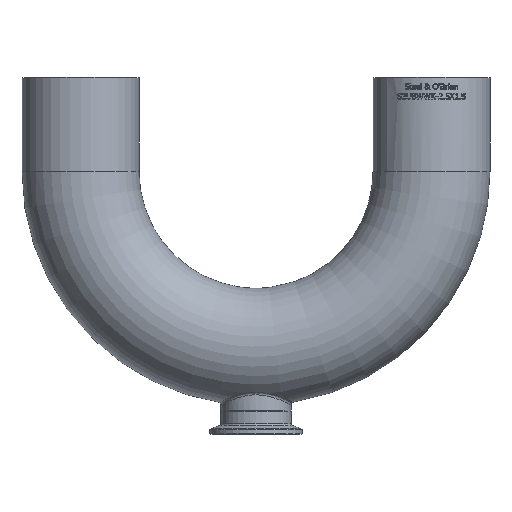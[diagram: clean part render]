
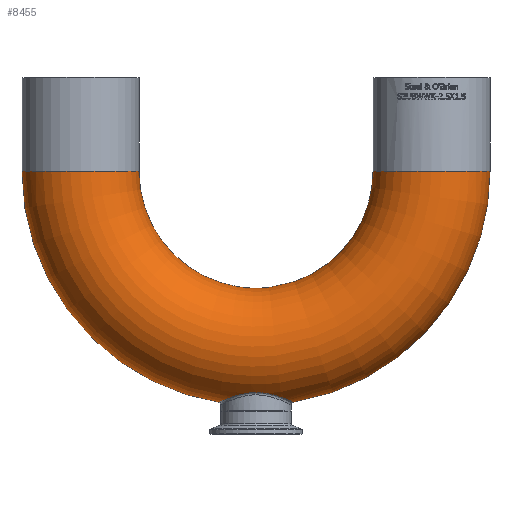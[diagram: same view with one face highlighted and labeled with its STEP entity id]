
A CAD part, top view. The second image highlights one B-rep face of the part: STEP entity #8455.
In plain terms, the highlighted toroidal (fillet/blend) face has major radius 95.25 mm and minor radius 31.75 mm.
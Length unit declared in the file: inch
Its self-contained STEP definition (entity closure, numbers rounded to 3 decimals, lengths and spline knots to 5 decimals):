
#25=TOROIDAL_SURFACE('',#9002,3.75,1.25);
#165=FACE_BOUND('',#1585,.T.);
#166=FACE_BOUND('',#1586,.T.);
#1047=FACE_OUTER_BOUND('',#1584,.T.);
#1584=EDGE_LOOP('',(#7879));
#1585=EDGE_LOOP('',(#7880));
#1586=EDGE_LOOP('',(#7881));
#1775=CIRCLE('',#8946,1.25);
#1799=CIRCLE('',#8997,1.25);
#3316=B_SPLINE_CURVE_WITH_KNOTS('',3,(#18517,#18518,#18519,#18520,#18521,
#18522,#18523,#18524,#18525,#18526,#18527,#18528,#18529,#18530,#18531,#18532,
#18533,#18534,#18535,#18536,#18537,#18538,#18539,#18540,#18541,#18542,#18543,
#18544,#18545,#18546,#18547,#18548,#18549,#18550,#18551,#18552,#18553,#18554,
#18555,#18556,#18557,#18558,#18559,#18560,#18561,#18562,#18563,#18564,#18565,
#18566,#18567,#18568),.UNSPECIFIED.,.T.,.F.,(4,3,3,3,3,3,3,3,3,3,3,3,3,
3,3,3,3,4),(-9.16188,-8.94362,-8.31155,-7.46123,
-6.68244,-5.98466,-5.28062,-4.48725,
-3.61143,-3.00257,-2.40837,-1.52971,
-0.70135,0.02272,0.72309,1.48273,
2.43397,3.054),.UNSPECIFIED.);
#4127=VERTEX_POINT('',#18278);
#4151=VERTEX_POINT('',#18353);
#4153=VERTEX_POINT('',#18488);
#5370=EDGE_CURVE('',#4127,#4127,#1775,.T.);
#5394=EDGE_CURVE('',#4151,#4151,#1799,.T.);
#5398=EDGE_CURVE('',#4153,#4153,#3316,.T.);
#7879=ORIENTED_EDGE('',*,*,#5394,.F.);
#7880=ORIENTED_EDGE('',*,*,#5370,.F.);
#7881=ORIENTED_EDGE('',*,*,#5398,.F.);
#8455=ADVANCED_FACE('',(#1047,#165,#166),#25,.T.);
#8946=AXIS2_PLACEMENT_3D('',#18279,#10527,#10528);
#8997=AXIS2_PLACEMENT_3D('',#18354,#10629,#10630);
#9002=AXIS2_PLACEMENT_3D('',#18570,#10639,#10640);
#10527=DIRECTION('center_axis',(0.,1.,0.));
#10528=DIRECTION('ref_axis',(-1.,0.,0.));
#10629=DIRECTION('center_axis',(0.,1.,0.));
#10630=DIRECTION('ref_axis',(1.,0.,0.));
#10639=DIRECTION('center_axis',(0.,0.,
1.));
#10640=DIRECTION('ref_axis',(-0.707,-0.707,0.));
#18278=CARTESIAN_POINT('',(2.82054,5.125,-1.25));
#18279=CARTESIAN_POINT('Origin',(2.82054,5.125,0.));
#18353=CARTESIAN_POINT('',(-4.67946,5.125,-1.25));
#18354=CARTESIAN_POINT('Origin',(-4.67946,5.125,0.));
#18488=CARTESIAN_POINT('',(-0.92946,0.39331,0.77381));
#18517=CARTESIAN_POINT('Ctrl Pts',(-0.92946,0.39331,
0.77381));
#18518=CARTESIAN_POINT('Ctrl Pts',(-0.96007,0.39331,
0.77381));
#18519=CARTESIAN_POINT('Ctrl Pts',(-0.99069,0.39227,
0.77212));
#18520=CARTESIAN_POINT('Ctrl Pts',(-1.02103,0.39025,
0.76878));
#18521=CARTESIAN_POINT('Ctrl Pts',(-1.1089,0.38438,
0.75908));
#18522=CARTESIAN_POINT('Ctrl Pts',(-1.1942,0.37004,
0.73538));
#18523=CARTESIAN_POINT('Ctrl Pts',(-1.27234,0.3516,0.69987));
#18524=CARTESIAN_POINT('Ctrl Pts',(-1.37748,0.32678,
0.6521));
#18525=CARTESIAN_POINT('Ctrl Pts',(-1.47009,0.29509,
0.58308));
#18526=CARTESIAN_POINT('Ctrl Pts',(-1.54421,0.26719,
0.49792));
#18527=CARTESIAN_POINT('Ctrl Pts',(-1.6121,0.24164,
0.41991));
#18528=CARTESIAN_POINT('Ctrl Pts',(-1.66445,0.21924,
0.32806));
#18529=CARTESIAN_POINT('Ctrl Pts',(-1.69626,0.20546,
0.2285));
#18530=CARTESIAN_POINT('Ctrl Pts',(-1.72476,0.19312,
0.13929));
#18531=CARTESIAN_POINT('Ctrl Pts',(-1.73653,0.18777,
0.04409));
#18532=CARTESIAN_POINT('Ctrl Pts',(-1.73026,0.19055,-0.04987));
#18533=CARTESIAN_POINT('Ctrl Pts',(-1.72394,0.19336,
-0.14467));
#18534=CARTESIAN_POINT('Ctrl Pts',(-1.69931,0.20442,
-0.23789));
#18535=CARTESIAN_POINT('Ctrl Pts',(-1.65898,0.22138,
-0.32284));
#18536=CARTESIAN_POINT('Ctrl Pts',(-1.61353,0.24049,
-0.41857));
#18537=CARTESIAN_POINT('Ctrl Pts',(-1.54845,0.26703,
-0.50378));
#18538=CARTESIAN_POINT('Ctrl Pts',(-1.46901,0.29426,
-0.57329));
#18539=CARTESIAN_POINT('Ctrl Pts',(-1.38131,0.32431,-0.65003));
#18540=CARTESIAN_POINT('Ctrl Pts',(-1.27571,0.35519,
-0.70803));
#18541=CARTESIAN_POINT('Ctrl Pts',(-1.15963,0.37419,
-0.74142));
#18542=CARTESIAN_POINT('Ctrl Pts',(-1.07894,0.38741,
-0.76463));
#18543=CARTESIAN_POINT('Ctrl Pts',(-0.99322,0.39449,
-0.77574));
#18544=CARTESIAN_POINT('Ctrl Pts',(-0.90784,0.39314,
-0.77353));
#18545=CARTESIAN_POINT('Ctrl Pts',(-0.82452,0.39182,
-0.77137));
#18546=CARTESIAN_POINT('Ctrl Pts',(-0.7419,0.38255,
-0.75659));
#18547=CARTESIAN_POINT('Ctrl Pts',(-0.66457,0.36811,
-0.7306));
#18548=CARTESIAN_POINT('Ctrl Pts',(-0.55023,0.34675,
-0.69217));
#18549=CARTESIAN_POINT('Ctrl Pts',(-0.44742,0.31484,
-0.62964));
#18550=CARTESIAN_POINT('Ctrl Pts',(-0.36317,0.28493,
-0.54879));
#18551=CARTESIAN_POINT('Ctrl Pts',(-0.28375,0.25672,
-0.47257));
#18552=CARTESIAN_POINT('Ctrl Pts',(-0.2206,0.23028,
-0.37964));
#18553=CARTESIAN_POINT('Ctrl Pts',(-0.1798,0.21284,
-0.27652));
#18554=CARTESIAN_POINT('Ctrl Pts',(-0.14414,0.1976,
-0.18638));
#18555=CARTESIAN_POINT('Ctrl Pts',(-0.12585,0.18931,
-0.08854));
#18556=CARTESIAN_POINT('Ctrl Pts',(-0.12705,0.18984,
0.00919));
#18557=CARTESIAN_POINT('Ctrl Pts',(-0.12821,0.19036,
0.10373));
#18558=CARTESIAN_POINT('Ctrl Pts',(-0.14757,0.19911,
0.19785));
#18559=CARTESIAN_POINT('Ctrl Pts',(-0.18305,0.21423,
0.2846));
#18560=CARTESIAN_POINT('Ctrl Pts',(-0.22153,0.23064,
0.3787));
#18561=CARTESIAN_POINT('Ctrl Pts',(-0.27868,0.25445,
0.46407));
#18562=CARTESIAN_POINT('Ctrl Pts',(-0.3498,0.28014,
0.53565));
#18563=CARTESIAN_POINT('Ctrl Pts',(-0.43886,0.3123,
0.62529));
#18564=CARTESIAN_POINT('Ctrl Pts',(-0.55008,0.34751,
0.69382));
#18565=CARTESIAN_POINT('Ctrl Pts',(-0.67456,0.36994,
0.73389));
#18566=CARTESIAN_POINT('Ctrl Pts',(-0.7557,0.38456,
0.76001));
#18567=CARTESIAN_POINT('Ctrl Pts',(-0.84248,0.39331,
0.77381));
#18568=CARTESIAN_POINT('Ctrl Pts',(-0.92946,0.39331,
0.77381));
#18570=CARTESIAN_POINT('Origin',(-0.92946,5.125,0.));
